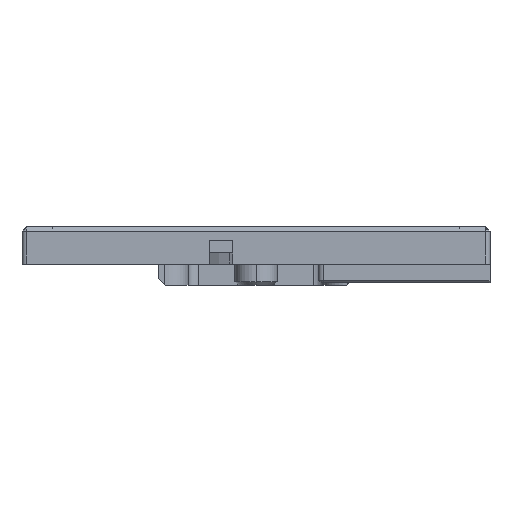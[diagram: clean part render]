
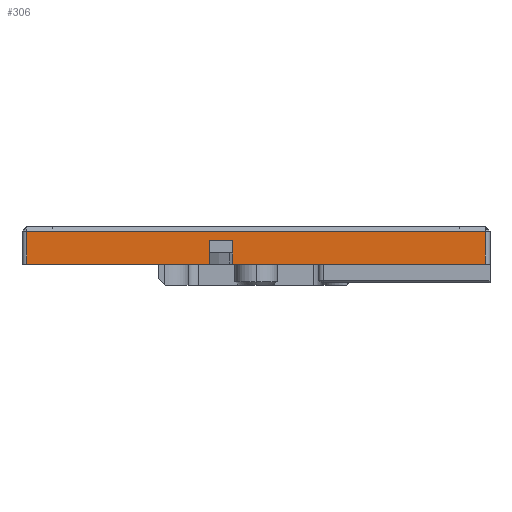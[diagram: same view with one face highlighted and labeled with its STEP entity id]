
A CAD part, left-side view. The second image highlights one B-rep face of the part: STEP entity #306.
In plain terms, the highlighted planar face has unit normal (-1, 0, 0).
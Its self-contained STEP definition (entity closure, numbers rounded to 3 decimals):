
#138 = VECTOR ( 'NONE', #648, 1000. ) ;
#189 = EDGE_CURVE ( 'NONE', #2491, #3420, #3489, .T. ) ;
#226 = DIRECTION ( 'NONE',  ( 0., 0., -1. ) ) ;
#306 = ADVANCED_FACE ( 'NONE', ( #598 ), #807, .F. ) ;
#350 = CARTESIAN_POINT ( 'NONE',  ( -36.5, 478.794, -80.844 ) ) ;
#396 = ORIENTED_EDGE ( 'NONE', *, *, #1347, .T. ) ;
#522 = EDGE_LOOP ( 'NONE', ( #2172, #4720, #4219, #2905, #1061, #396, #4392, #3229 ) ) ;
#565 = LINE ( 'NONE', #3499, #3909 ) ;
#598 = FACE_OUTER_BOUND ( 'NONE', #522, .T. ) ;
#648 = DIRECTION ( 'NONE',  ( 0., 1., 0. ) ) ;
#738 = VERTEX_POINT ( 'NONE', #1792 ) ;
#807 = PLANE ( 'NONE',  #1352 ) ;
#817 = VECTOR ( 'NONE', #2129, 1000. ) ;
#1019 = CARTESIAN_POINT ( 'NONE',  ( -36.5, 478.794, -87.844 ) ) ;
#1045 = EDGE_CURVE ( 'NONE', #4163, #1353, #3266, .T. ) ;
#1061 = ORIENTED_EDGE ( 'NONE', *, *, #1045, .T. ) ;
#1347 = EDGE_CURVE ( 'NONE', #1353, #1621, #4822, .T. ) ;
#1352 = AXIS2_PLACEMENT_3D ( 'NONE', #2277, #1855, #3521 ) ;
#1353 = VERTEX_POINT ( 'NONE', #3212 ) ;
#1621 = VERTEX_POINT ( 'NONE', #4193 ) ;
#1792 = CARTESIAN_POINT ( 'NONE',  ( -36.5, 533.794, -82.844 ) ) ;
#1855 = DIRECTION ( 'NONE',  ( 1., 0., 0. ) ) ;
#1925 = EDGE_CURVE ( 'NONE', #4611, #738, #3726, .T. ) ;
#2007 = CARTESIAN_POINT ( 'NONE',  ( -36.5, 533.794, -82.844 ) ) ;
#2096 = CARTESIAN_POINT ( 'NONE',  ( -36.5, 479.794, -87.844 ) ) ;
#2129 = DIRECTION ( 'NONE',  ( 0., 1., 0. ) ) ;
#2132 = VECTOR ( 'NONE', #4275, 1000. ) ;
#2172 = ORIENTED_EDGE ( 'NONE', *, *, #4868, .F. ) ;
#2213 = CARTESIAN_POINT ( 'NONE',  ( -36.5, 538.794, -82.844 ) ) ;
#2239 = CARTESIAN_POINT ( 'NONE',  ( -36.5, 538.794, -87.844 ) ) ;
#2277 = CARTESIAN_POINT ( 'NONE',  ( -36.5, 478.794, -79.844 ) ) ;
#2348 = DIRECTION ( 'NONE',  ( 0., -1., 0. ) ) ;
#2396 = CARTESIAN_POINT ( 'NONE',  ( -36.5, 538.794, -82.844 ) ) ;
#2491 = VERTEX_POINT ( 'NONE', #2396 ) ;
#2617 = CARTESIAN_POINT ( 'NONE',  ( -36.5, 538.794, -87.844 ) ) ;
#2665 = DIRECTION ( 'NONE',  ( 0., -1., 0. ) ) ;
#2689 = DIRECTION ( 'NONE',  ( 0., 0., 1. ) ) ;
#2861 = EDGE_CURVE ( 'NONE', #4611, #3027, #3565, .T. ) ;
#2905 = ORIENTED_EDGE ( 'NONE', *, *, #4886, .T. ) ;
#3007 = LINE ( 'NONE', #3073, #4855 ) ;
#3027 = VERTEX_POINT ( 'NONE', #2096 ) ;
#3073 = CARTESIAN_POINT ( 'NONE',  ( -36.5, 478.794, -87.844 ) ) ;
#3212 = CARTESIAN_POINT ( 'NONE',  ( -36.5, 577.794, -80.844 ) ) ;
#3229 = ORIENTED_EDGE ( 'NONE', *, *, #189, .F. ) ;
#3266 = LINE ( 'NONE', #350, #817 ) ;
#3420 = VERTEX_POINT ( 'NONE', #2239 ) ;
#3489 = LINE ( 'NONE', #2617, #2132 ) ;
#3499 = CARTESIAN_POINT ( 'NONE',  ( -36.5, 479.794, -79.844 ) ) ;
#3521 = DIRECTION ( 'NONE',  ( 0., 0., -1. ) ) ;
#3565 = LINE ( 'NONE', #1019, #4870 ) ;
#3632 = VECTOR ( 'NONE', #3669, 1000. ) ;
#3669 = DIRECTION ( 'NONE',  ( 0., 0., 1. ) ) ;
#3726 = LINE ( 'NONE', #2007, #3632 ) ;
#3909 = VECTOR ( 'NONE', #2689, 1000. ) ;
#3991 = CARTESIAN_POINT ( 'NONE',  ( -36.5, 577.794, -79.844 ) ) ;
#4163 = VERTEX_POINT ( 'NONE', #4477 ) ;
#4193 = CARTESIAN_POINT ( 'NONE',  ( -36.5, 577.794, -87.844 ) ) ;
#4219 = ORIENTED_EDGE ( 'NONE', *, *, #2861, .T. ) ;
#4275 = DIRECTION ( 'NONE',  ( 0., 0., -1. ) ) ;
#4392 = ORIENTED_EDGE ( 'NONE', *, *, #5272, .T. ) ;
#4397 = LINE ( 'NONE', #2213, #138 ) ;
#4430 = VECTOR ( 'NONE', #226, 1000. ) ;
#4477 = CARTESIAN_POINT ( 'NONE',  ( -36.5, 479.794, -80.844 ) ) ;
#4611 = VERTEX_POINT ( 'NONE', #5259 ) ;
#4720 = ORIENTED_EDGE ( 'NONE', *, *, #1925, .F. ) ;
#4822 = LINE ( 'NONE', #3991, #4430 ) ;
#4855 = VECTOR ( 'NONE', #2665, 1000. ) ;
#4868 = EDGE_CURVE ( 'NONE', #738, #2491, #4397, .T. ) ;
#4870 = VECTOR ( 'NONE', #2348, 1000. ) ;
#4886 = EDGE_CURVE ( 'NONE', #3027, #4163, #565, .T. ) ;
#5259 = CARTESIAN_POINT ( 'NONE',  ( -36.5, 533.794, -87.844 ) ) ;
#5272 = EDGE_CURVE ( 'NONE', #1621, #3420, #3007, .T. ) ;
